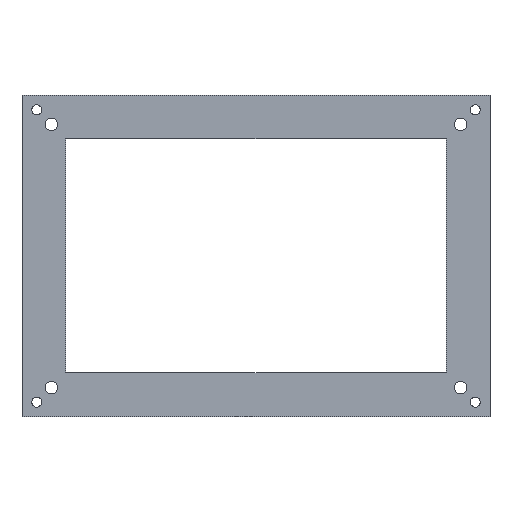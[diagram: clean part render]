
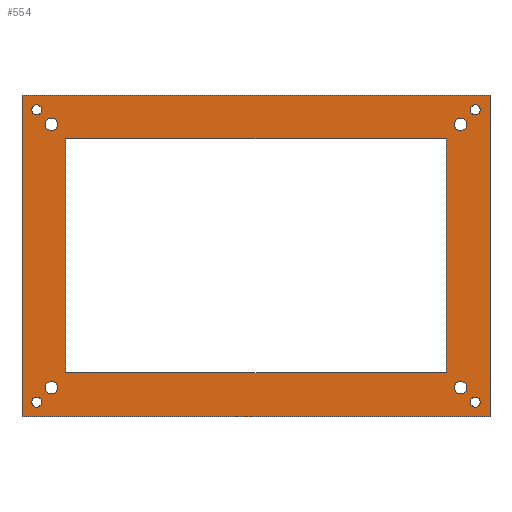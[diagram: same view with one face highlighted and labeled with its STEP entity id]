
A CAD part, front view. The second image highlights one B-rep face of the part: STEP entity #554.
In plain terms, the highlighted planar face has unit normal (0, -1, 0).
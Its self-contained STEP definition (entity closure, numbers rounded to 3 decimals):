
#40=FACE_BOUND('',#158,.T.);
#41=FACE_BOUND('',#159,.T.);
#42=FACE_BOUND('',#160,.T.);
#43=FACE_BOUND('',#161,.T.);
#44=FACE_BOUND('',#162,.T.);
#45=FACE_BOUND('',#163,.T.);
#46=FACE_BOUND('',#164,.T.);
#47=FACE_BOUND('',#165,.T.);
#48=FACE_BOUND('',#166,.T.);
#59=CIRCLE('',#595,2.125);
#62=CIRCLE('',#600,2.125);
#65=CIRCLE('',#605,2.125);
#68=CIRCLE('',#610,2.125);
#71=CIRCLE('',#616,1.7);
#74=CIRCLE('',#622,1.7);
#77=CIRCLE('',#628,1.7);
#80=CIRCLE('',#634,1.7);
#114=FACE_OUTER_BOUND('',#157,.T.);
#157=EDGE_LOOP('',(#495,#496,#497,#498));
#158=EDGE_LOOP('',(#499,#500,#501,#502));
#159=EDGE_LOOP('',(#503));
#160=EDGE_LOOP('',(#504));
#161=EDGE_LOOP('',(#505));
#162=EDGE_LOOP('',(#506));
#163=EDGE_LOOP('',(#507));
#164=EDGE_LOOP('',(#508));
#165=EDGE_LOOP('',(#509));
#166=EDGE_LOOP('',(#510));
#167=LINE('',#810,#207);
#171=LINE('',#818,#211);
#174=LINE('',#824,#214);
#177=LINE('',#829,#217);
#199=LINE('',#943,#239);
#202=LINE('',#948,#242);
#204=LINE('',#952,#244);
#206=LINE('',#955,#246);
#207=VECTOR('',#644,10.);
#211=VECTOR('',#650,10.);
#214=VECTOR('',#655,10.);
#217=VECTOR('',#660,10.);
#239=VECTOR('',#790,10.);
#242=VECTOR('',#795,10.);
#244=VECTOR('',#799,10.);
#246=VECTOR('',#803,10.);
#247=VERTEX_POINT('',#808);
#248=VERTEX_POINT('',#809);
#251=VERTEX_POINT('',#817);
#253=VERTEX_POINT('',#823);
#269=VERTEX_POINT('',#863);
#272=VERTEX_POINT('',#873);
#275=VERTEX_POINT('',#883);
#278=VERTEX_POINT('',#893);
#281=VERTEX_POINT('',#904);
#284=VERTEX_POINT('',#915);
#287=VERTEX_POINT('',#926);
#290=VERTEX_POINT('',#937);
#291=VERTEX_POINT('',#941);
#292=VERTEX_POINT('',#942);
#293=VERTEX_POINT('',#947);
#294=VERTEX_POINT('',#951);
#295=EDGE_CURVE('',#247,#248,#167,.T.);
#299=EDGE_CURVE('',#248,#251,#171,.T.);
#302=EDGE_CURVE('',#251,#253,#174,.T.);
#305=EDGE_CURVE('',#253,#247,#177,.T.);
#323=EDGE_CURVE('',#269,#269,#59,.T.);
#328=EDGE_CURVE('',#272,#272,#62,.T.);
#333=EDGE_CURVE('',#275,#275,#65,.T.);
#338=EDGE_CURVE('',#278,#278,#68,.T.);
#343=EDGE_CURVE('',#281,#281,#71,.T.);
#348=EDGE_CURVE('',#284,#284,#74,.T.);
#353=EDGE_CURVE('',#287,#287,#77,.T.);
#358=EDGE_CURVE('',#290,#290,#80,.T.);
#359=EDGE_CURVE('',#291,#292,#199,.T.);
#362=EDGE_CURVE('',#293,#291,#202,.T.);
#364=EDGE_CURVE('',#294,#293,#204,.T.);
#366=EDGE_CURVE('',#292,#294,#206,.T.);
#495=ORIENTED_EDGE('',*,*,#366,.F.);
#496=ORIENTED_EDGE('',*,*,#359,.F.);
#497=ORIENTED_EDGE('',*,*,#362,.F.);
#498=ORIENTED_EDGE('',*,*,#364,.F.);
#499=ORIENTED_EDGE('',*,*,#302,.T.);
#500=ORIENTED_EDGE('',*,*,#305,.T.);
#501=ORIENTED_EDGE('',*,*,#295,.T.);
#502=ORIENTED_EDGE('',*,*,#299,.T.);
#503=ORIENTED_EDGE('',*,*,#323,.T.);
#504=ORIENTED_EDGE('',*,*,#328,.T.);
#505=ORIENTED_EDGE('',*,*,#333,.T.);
#506=ORIENTED_EDGE('',*,*,#338,.T.);
#507=ORIENTED_EDGE('',*,*,#343,.T.);
#508=ORIENTED_EDGE('',*,*,#348,.T.);
#509=ORIENTED_EDGE('',*,*,#353,.T.);
#510=ORIENTED_EDGE('',*,*,#358,.T.);
#524=PLANE('',#639);
#554=ADVANCED_FACE('',(#114,#40,#41,#42,#43,#44,#45,#46,#47,#48),#524,.F.);
#595=AXIS2_PLACEMENT_3D('',#865,#694,#695);
#600=AXIS2_PLACEMENT_3D('',#875,#706,#707);
#605=AXIS2_PLACEMENT_3D('',#885,#718,#719);
#610=AXIS2_PLACEMENT_3D('',#895,#730,#731);
#616=AXIS2_PLACEMENT_3D('',#906,#744,#745);
#622=AXIS2_PLACEMENT_3D('',#917,#758,#759);
#628=AXIS2_PLACEMENT_3D('',#928,#772,#773);
#634=AXIS2_PLACEMENT_3D('',#939,#786,#787);
#639=AXIS2_PLACEMENT_3D('',#956,#804,#805);
#644=DIRECTION('',(1.,0.,0.));
#650=DIRECTION('',(0.,0.,-1.));
#655=DIRECTION('',(-1.,0.,0.));
#660=DIRECTION('',(0.,0.,1.));
#694=DIRECTION('center_axis',(0.,1.,0.));
#695=DIRECTION('ref_axis',(1.,0.,0.));
#706=DIRECTION('center_axis',(0.,1.,0.));
#707=DIRECTION('ref_axis',(1.,0.,0.));
#718=DIRECTION('center_axis',(0.,1.,0.));
#719=DIRECTION('ref_axis',(1.,0.,0.));
#730=DIRECTION('center_axis',(0.,1.,0.));
#731=DIRECTION('ref_axis',(1.,0.,0.));
#744=DIRECTION('center_axis',(0.,1.,0.));
#745=DIRECTION('ref_axis',(1.,0.,0.));
#758=DIRECTION('center_axis',(0.,1.,0.));
#759=DIRECTION('ref_axis',(1.,0.,0.));
#772=DIRECTION('center_axis',(0.,1.,0.));
#773=DIRECTION('ref_axis',(1.,0.,0.));
#786=DIRECTION('center_axis',(0.,1.,0.));
#787=DIRECTION('ref_axis',(1.,0.,0.));
#790=DIRECTION('',(0.,0.,-1.));
#795=DIRECTION('',(1.,0.,0.));
#799=DIRECTION('',(0.,0.,1.));
#803=DIRECTION('',(-1.,0.,0.));
#804=DIRECTION('center_axis',(0.,1.,0.));
#805=DIRECTION('ref_axis',(0.,0.,1.));
#808=CARTESIAN_POINT('',(-145.,0.,-15.));
#809=CARTESIAN_POINT('',(-15.,0.,-15.));
#810=CARTESIAN_POINT('',(-47.5,0.,-15.));
#817=CARTESIAN_POINT('',(-15.,0.,-95.));
#818=CARTESIAN_POINT('',(-15.,0.,-75.));
#823=CARTESIAN_POINT('',(-145.,0.,-95.));
#824=CARTESIAN_POINT('',(-112.5,0.,-95.));
#829=CARTESIAN_POINT('',(-145.,0.,-35.));
#863=CARTESIAN_POINT('',(-12.125,0.,-10.));
#865=CARTESIAN_POINT('Origin',(-10.,0.,-10.));
#873=CARTESIAN_POINT('',(-12.125,0.,-100.));
#875=CARTESIAN_POINT('Origin',(-10.,0.,-100.));
#883=CARTESIAN_POINT('',(-152.125,0.,-100.));
#885=CARTESIAN_POINT('Origin',(-150.,0.,-100.));
#893=CARTESIAN_POINT('',(-152.125,0.,-10.));
#895=CARTESIAN_POINT('Origin',(-150.,0.,-10.));
#904=CARTESIAN_POINT('',(-6.725,0.,-5.025));
#906=CARTESIAN_POINT('Origin',(-5.025,0.,-5.025));
#915=CARTESIAN_POINT('',(-6.725,0.,-104.975));
#917=CARTESIAN_POINT('Origin',(-5.025,0.,-104.975));
#926=CARTESIAN_POINT('',(-156.675,0.,-104.975));
#928=CARTESIAN_POINT('Origin',(-154.975,0.,-104.975));
#937=CARTESIAN_POINT('',(-156.675,0.,-5.025));
#939=CARTESIAN_POINT('Origin',(-154.975,0.,-5.025));
#941=CARTESIAN_POINT('',(0.,0.,0.));
#942=CARTESIAN_POINT('',(0.,0.,-110.));
#943=CARTESIAN_POINT('',(0.,0.,0.));
#947=CARTESIAN_POINT('',(-160.,0.,0.));
#948=CARTESIAN_POINT('',(-160.,0.,0.));
#951=CARTESIAN_POINT('',(-160.,0.,-110.));
#952=CARTESIAN_POINT('',(-160.,0.,-110.));
#955=CARTESIAN_POINT('',(0.,0.,-110.));
#956=CARTESIAN_POINT('Origin',(-80.,0.,-55.));
